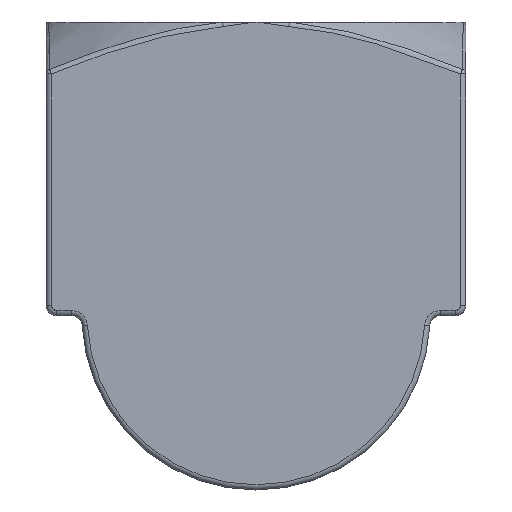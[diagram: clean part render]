
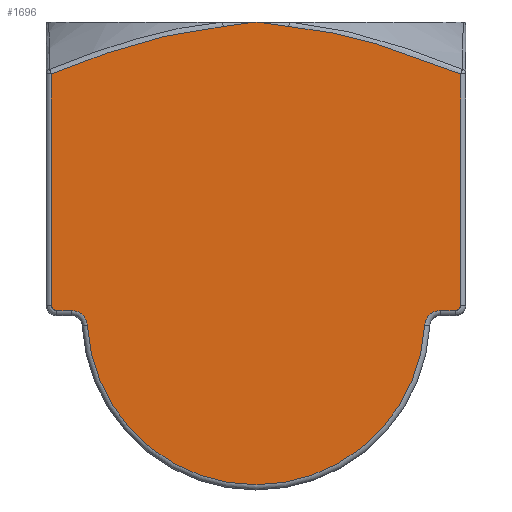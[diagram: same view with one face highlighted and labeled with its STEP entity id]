
A CAD part, left-side view. The second image highlights one B-rep face of the part: STEP entity #1696.
In plain terms, the highlighted face is planar.
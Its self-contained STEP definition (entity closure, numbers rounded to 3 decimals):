
#151=B_SPLINE_CURVE_WITH_KNOTS('',3,(#7319,#7320,#7321,#7322,#7323,#7324,
#7325,#7326,#7327,#7328,#7329,#7330,#7331),.UNSPECIFIED.,.F.,.F.,(4,3,3,
3,4),(0.,0.002,0.003,0.003,0.005),
 .UNSPECIFIED.);
#152=B_SPLINE_CURVE_WITH_KNOTS('',3,(#7332,#7333,#7334,#7335,#7336,#7337,
#7338),.UNSPECIFIED.,.F.,.F.,(4,3,4),(0.,0.001,0.001),
 .UNSPECIFIED.);
#153=B_SPLINE_CURVE_WITH_KNOTS('',3,(#7340,#7341,#7342,#7343,#7344,#7345,
#7346),.UNSPECIFIED.,.F.,.F.,(4,3,4),(0.,0.001,
0.001),.UNSPECIFIED.);
#154=B_SPLINE_CURVE_WITH_KNOTS('',3,(#7348,#7349,#7350,#7351,#7352,#7353,
#7354,#7355,#7356,#7357,#7358,#7359,#7360,#7361,#7362,#7363),
 .UNSPECIFIED.,.F.,.F.,(4,3,3,3,3,4),(0.,0.001,0.003,
0.003,0.004,0.005),
 .UNSPECIFIED.);
#258=LINE('',#7365,#324);
#259=LINE('',#7369,#325);
#260=LINE('',#7377,#326);
#261=LINE('',#7380,#327);
#324=VECTOR('',#2182,1000.);
#325=VECTOR('',#2185,1000.);
#326=VECTOR('',#2192,1000.);
#327=VECTOR('',#2195,1000.);
#414=FACE_OUTER_BOUND('',#526,.T.);
#526=EDGE_LOOP('',(#1392,#1393,#1394,#1395,#1396,#1397,#1398,#1399,#1400,
#1401,#1402,#1403,#1404));
#619=CIRCLE('',#1848,0.159);
#620=CIRCLE('',#1849,0.476);
#621=CIRCLE('',#1850,5.112);
#622=CIRCLE('',#1851,0.476);
#623=CIRCLE('',#1852,0.159);
#769=VERTEX_POINT('',#6963);
#808=VERTEX_POINT('',#7317);
#809=VERTEX_POINT('',#7318);
#810=VERTEX_POINT('',#7339);
#811=VERTEX_POINT('',#7347);
#812=VERTEX_POINT('',#7364);
#813=VERTEX_POINT('',#7366);
#814=VERTEX_POINT('',#7368);
#815=VERTEX_POINT('',#7370);
#816=VERTEX_POINT('',#7372);
#817=VERTEX_POINT('',#7374);
#818=VERTEX_POINT('',#7376);
#819=VERTEX_POINT('',#7378);
#1021=EDGE_CURVE('',#808,#809,#151,.T.);
#1022=EDGE_CURVE('',#809,#769,#152,.T.);
#1023=EDGE_CURVE('',#769,#810,#153,.T.);
#1024=EDGE_CURVE('',#810,#811,#154,.T.);
#1025=EDGE_CURVE('',#811,#812,#258,.T.);
#1026=EDGE_CURVE('',#812,#813,#619,.T.);
#1027=EDGE_CURVE('',#813,#814,#259,.T.);
#1028=EDGE_CURVE('',#814,#815,#620,.T.);
#1029=EDGE_CURVE('',#815,#816,#621,.T.);
#1030=EDGE_CURVE('',#816,#817,#622,.T.);
#1031=EDGE_CURVE('',#817,#818,#260,.T.);
#1032=EDGE_CURVE('',#818,#819,#623,.T.);
#1033=EDGE_CURVE('',#819,#808,#261,.T.);
#1392=ORIENTED_EDGE('',*,*,#1021,.T.);
#1393=ORIENTED_EDGE('',*,*,#1022,.T.);
#1394=ORIENTED_EDGE('',*,*,#1023,.T.);
#1395=ORIENTED_EDGE('',*,*,#1024,.T.);
#1396=ORIENTED_EDGE('',*,*,#1025,.T.);
#1397=ORIENTED_EDGE('',*,*,#1026,.T.);
#1398=ORIENTED_EDGE('',*,*,#1027,.T.);
#1399=ORIENTED_EDGE('',*,*,#1028,.T.);
#1400=ORIENTED_EDGE('',*,*,#1029,.T.);
#1401=ORIENTED_EDGE('',*,*,#1030,.T.);
#1402=ORIENTED_EDGE('',*,*,#1031,.T.);
#1403=ORIENTED_EDGE('',*,*,#1032,.T.);
#1404=ORIENTED_EDGE('',*,*,#1033,.T.);
#1636=PLANE('',#1847);
#1696=ADVANCED_FACE('',(#414),#1636,.T.);
#1847=AXIS2_PLACEMENT_3D('',#7316,#2180,#2181);
#1848=AXIS2_PLACEMENT_3D('',#7367,#2183,#2184);
#1849=AXIS2_PLACEMENT_3D('',#7371,#2186,#2187);
#1850=AXIS2_PLACEMENT_3D('',#7373,#2188,#2189);
#1851=AXIS2_PLACEMENT_3D('',#7375,#2190,#2191);
#1852=AXIS2_PLACEMENT_3D('',#7379,#2193,#2194);
#2180=DIRECTION('center_axis',(0.,0.,
1.));
#2181=DIRECTION('ref_axis',(1.,0.,0.));
#2182=DIRECTION('',(0.,-1.,0.));
#2183=DIRECTION('center_axis',(0.,0.,
1.));
#2184=DIRECTION('ref_axis',(1.,0.,0.));
#2185=DIRECTION('',(1.,0.,0.));
#2186=DIRECTION('center_axis',(0.,0.,
-1.));
#2187=DIRECTION('ref_axis',(1.,0.,0.));
#2188=DIRECTION('center_axis',(0.,0.,
1.));
#2189=DIRECTION('ref_axis',(1.,0.,0.));
#2190=DIRECTION('center_axis',(0.,0.,
-1.));
#2191=DIRECTION('ref_axis',(1.,0.,0.));
#2192=DIRECTION('',(1.,0.,0.));
#2193=DIRECTION('center_axis',(0.,0.,
1.));
#2194=DIRECTION('ref_axis',(1.,0.,0.));
#2195=DIRECTION('',(0.,1.,0.));
#6963=CARTESIAN_POINT('',(1.865,10.2,9.525));
#7316=CARTESIAN_POINT('Origin',(8.215,-4.595,9.525));
#7317=CARTESIAN_POINT('',(8.056,8.628,9.525));
#7318=CARTESIAN_POINT('',(2.859,10.063,9.525));
#7319=CARTESIAN_POINT('Ctrl Pts',(8.056,8.628,9.525));
#7320=CARTESIAN_POINT('Ctrl Pts',(7.568,8.827,9.525));
#7321=CARTESIAN_POINT('Ctrl Pts',(7.077,9.017,9.525));
#7322=CARTESIAN_POINT('Ctrl Pts',(6.581,9.19,9.525));
#7323=CARTESIAN_POINT('Ctrl Pts',(6.226,9.314,9.525));
#7324=CARTESIAN_POINT('Ctrl Pts',(5.869,9.43,9.525));
#7325=CARTESIAN_POINT('Ctrl Pts',(5.509,9.535,9.525));
#7326=CARTESIAN_POINT('Ctrl Pts',(5.509,9.535,9.525));
#7327=CARTESIAN_POINT('Ctrl Pts',(5.509,9.535,9.525));
#7328=CARTESIAN_POINT('Ctrl Pts',(5.509,9.535,9.525));
#7329=CARTESIAN_POINT('Ctrl Pts',(4.646,9.788,9.525));
#7330=CARTESIAN_POINT('Ctrl Pts',(3.767,9.98,9.525));
#7331=CARTESIAN_POINT('Ctrl Pts',(2.859,10.063,9.525));
#7332=CARTESIAN_POINT('Ctrl Pts',(2.859,10.063,9.525));
#7333=CARTESIAN_POINT('Ctrl Pts',(2.651,10.082,9.525));
#7334=CARTESIAN_POINT('Ctrl Pts',(2.443,10.11,9.525));
#7335=CARTESIAN_POINT('Ctrl Pts',(2.236,10.142,9.525));
#7336=CARTESIAN_POINT('Ctrl Pts',(2.112,10.16,9.525));
#7337=CARTESIAN_POINT('Ctrl Pts',(1.989,10.18,9.525));
#7338=CARTESIAN_POINT('Ctrl Pts',(1.865,10.2,9.525));
#7339=CARTESIAN_POINT('',(0.87,10.063,9.525));
#7340=CARTESIAN_POINT('Ctrl Pts',(1.865,10.2,9.525));
#7341=CARTESIAN_POINT('Ctrl Pts',(1.662,10.168,9.525));
#7342=CARTESIAN_POINT('Ctrl Pts',(1.459,10.135,9.525));
#7343=CARTESIAN_POINT('Ctrl Pts',(1.255,10.107,9.525));
#7344=CARTESIAN_POINT('Ctrl Pts',(1.127,10.09,9.525));
#7345=CARTESIAN_POINT('Ctrl Pts',(0.999,10.075,9.525));
#7346=CARTESIAN_POINT('Ctrl Pts',(0.87,10.063,9.525));
#7347=CARTESIAN_POINT('',(-4.326,8.628,9.525));
#7348=CARTESIAN_POINT('Ctrl Pts',(0.87,10.063,9.525));
#7349=CARTESIAN_POINT('Ctrl Pts',(0.416,10.021,9.525));
#7350=CARTESIAN_POINT('Ctrl Pts',(-0.031,9.952,
9.525));
#7351=CARTESIAN_POINT('Ctrl Pts',(-0.472,9.863,9.525));
#7352=CARTESIAN_POINT('Ctrl Pts',(-0.913,9.773,9.525));
#7353=CARTESIAN_POINT('Ctrl Pts',(-1.348,9.662,9.525));
#7354=CARTESIAN_POINT('Ctrl Pts',(-1.779,9.535,9.525));
#7355=CARTESIAN_POINT('Ctrl Pts',(-1.78,9.535,9.525));
#7356=CARTESIAN_POINT('Ctrl Pts',(-1.78,9.535,9.525));
#7357=CARTESIAN_POINT('Ctrl Pts',(-1.781,9.535,9.525));
#7358=CARTESIAN_POINT('Ctrl Pts',(-2.18,9.418,9.525));
#7359=CARTESIAN_POINT('Ctrl Pts',(-2.575,9.288,9.525));
#7360=CARTESIAN_POINT('Ctrl Pts',(-2.968,9.149,9.525));
#7361=CARTESIAN_POINT('Ctrl Pts',(-3.424,8.987,9.525));
#7362=CARTESIAN_POINT('Ctrl Pts',(-3.876,8.812,9.525));
#7363=CARTESIAN_POINT('Ctrl Pts',(-4.326,8.628,9.525));
#7364=CARTESIAN_POINT('',(-4.326,1.628,9.525));
#7365=CARTESIAN_POINT('',(-4.326,-4.595,9.525));
#7366=CARTESIAN_POINT('',(-4.168,1.469,9.525));
#7367=CARTESIAN_POINT('Origin',(-4.168,1.628,9.525));
#7368=CARTESIAN_POINT('',(-3.714,1.469,9.525));
#7369=CARTESIAN_POINT('',(-3.714,1.469,9.525));
#7370=CARTESIAN_POINT('',(-3.239,1.02,9.525));
#7371=CARTESIAN_POINT('Origin',(-3.714,0.993,9.525));
#7372=CARTESIAN_POINT('',(6.968,1.02,9.525));
#7373=CARTESIAN_POINT('Origin',(1.865,1.31,9.525));
#7374=CARTESIAN_POINT('',(7.444,1.469,9.525));
#7375=CARTESIAN_POINT('Origin',(7.444,0.993,9.525));
#7376=CARTESIAN_POINT('',(7.897,1.469,9.525));
#7377=CARTESIAN_POINT('',(7.897,1.469,9.525));
#7378=CARTESIAN_POINT('',(8.056,1.628,9.525));
#7379=CARTESIAN_POINT('Origin',(7.897,1.628,9.525));
#7380=CARTESIAN_POINT('',(8.056,-4.595,9.525));
